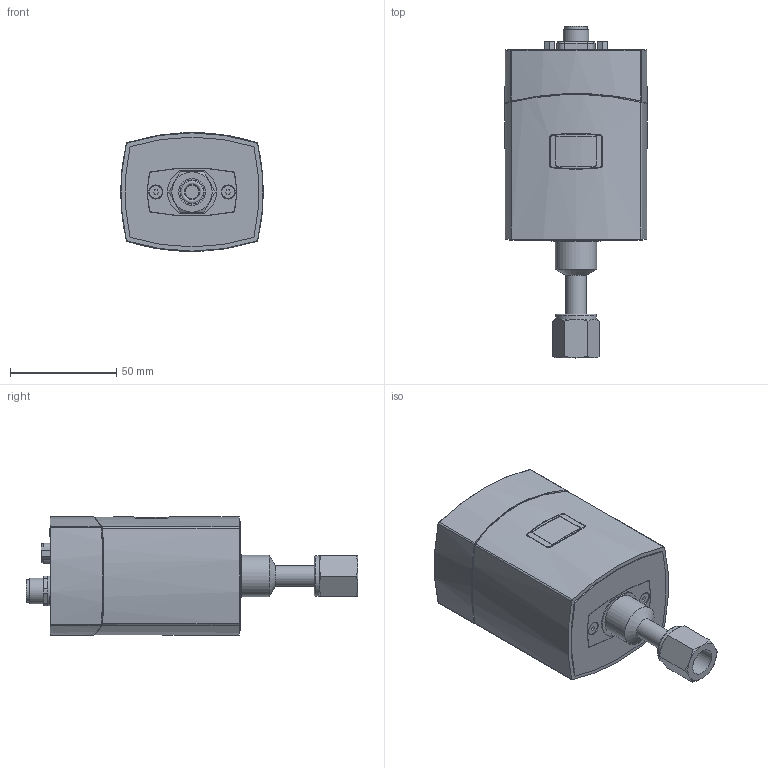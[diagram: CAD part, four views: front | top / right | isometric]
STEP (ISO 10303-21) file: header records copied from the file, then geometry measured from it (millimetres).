
FILE_DESCRIPTION(/* description */ (''),/* implementation_level */ '2;1');
FILE_NAME(/* name */ 'MPCG55x_9DSub_DNet_4VCR.stp',/* time_stamp */ '2014-10-14T10:16:54+02:00',/* author */ ('BEM'),/* organization */ (''),/* preprocessor_version */ 'ST-DEVELOPER v15.2',/* originating_system */ 'Autodesk Inventor 2014',/* authorisation */ '');
FILE_SCHEMA (('AUTOMOTIVE_DESIGN { 1 0 10303 214 3 1 1 }'));
Length unit declared in the file: millimetre
Products named in the file (1): Bauteil8
Bounding box: 67 x 156.2 x 56 mm (x, y, z)
Volume: 78891.1 mm3; surface area: 76826.8 mm2
Topology: 15 solids, 16 shells, 1321 faces, 3520 edges, 2298 vertices
Faces by surface type: plane 880, cylinder 340, cone 50, torus 29, sphere 14, bspline 8
Full cylindrical faces by diameter (mm): 0.9 x9, 1 x16, 1.2 x1, 1.3 x9, 2 x2, 2.1 x2, 2.156 x2, 2.6 x6, 2.8 x7, 2.845 x2, 2.9 x5, 3 x7, 3.2 x8, 3.4 x5, 3.6 x2, 4 x2, 6.4 x1, 7.9 x1, 8.3 x1, 9.4 x1, 9.5 x1, 9.525 x1, 9.9 x1, 10.5 x1, 11.3 x1, 12 x2, 12.2 x1, 12.6 x1, 14 x1, 16 x1
Entity records: 41465 total; most frequent: CARTESIAN_POINT 8174, ORIENTED_EDGE 6574, DIRECTION 6444, EDGE_CURVE 3286, LINE 2406, VECTOR 2406, VERTEX_POINT 2225, AXIS2_PLACEMENT_3D 2019
